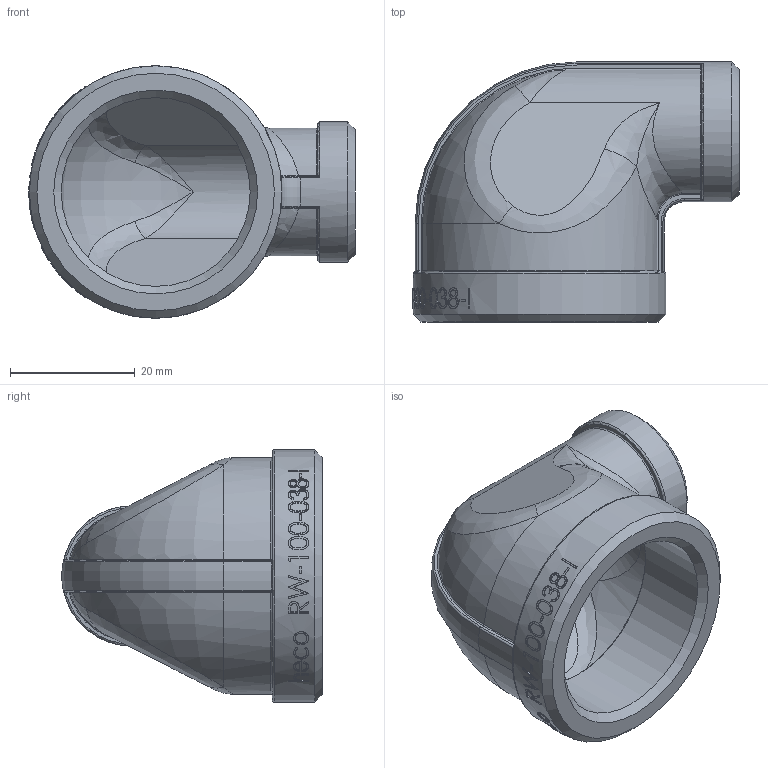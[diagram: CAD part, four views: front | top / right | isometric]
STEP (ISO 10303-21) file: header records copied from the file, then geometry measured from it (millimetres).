
FILE_DESCRIPTION (( 'STEP AP214' ), '1' );
FILE_NAME ('heco_RW-100-038-I.STEP', '2016-06-29T11:52:22', ( '' ), ( '' ), 'SwSTEP 2.0', 'SolidWorks 2011', '' );
FILE_SCHEMA (( 'AUTOMOTIVE_DESIGN' ));
Length unit declared in the file: millimetre
Products named in the file (1): heco_RW-100-038-I
Bounding box: 52.35 x 41.74 x 40.5 mm (x, y, z)
Volume: 14323.8 mm3; surface area: 10946.3 mm2
Topology: 1 solids, 1 shells, 309 faces, 769 edges, 474 vertices
Faces by surface type: bspline 150, plane 63, cylinder 60, torus 22, sphere 8, cone 6
Full cylindrical faces by diameter (mm): 14.95 x1, 22.5 x1, 30.291 x1, 34.2 x1, 40.5 x1
Entity records: 28725 total; most frequent: CARTESIAN_POINT 20803, ORIENTED_EDGE 1476, DIRECTION 773, EDGE_CURVE 738, VERTEX_POINT 469, B_SPLINE_CURVE_WITH_KNOTS 449, EDGE_LOOP 349, AXIS2_PLACEMENT_3D 326
